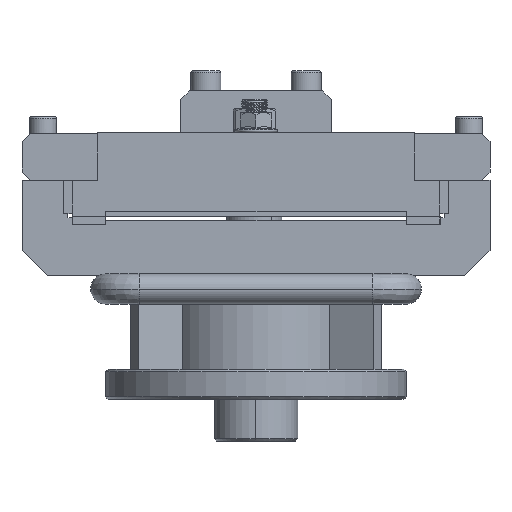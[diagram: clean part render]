
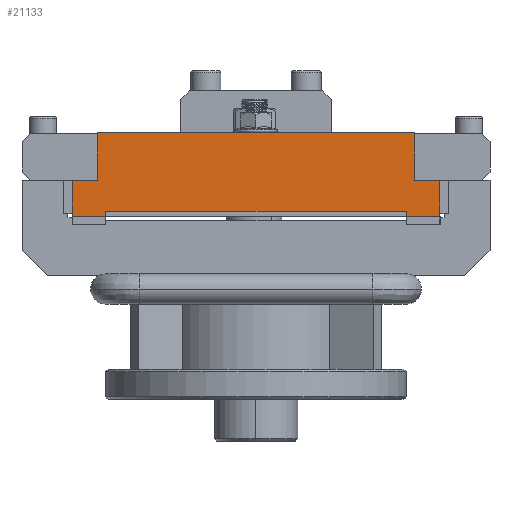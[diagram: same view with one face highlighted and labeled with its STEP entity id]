
A CAD part, front view. The second image highlights one B-rep face of the part: STEP entity #21133.
In plain terms, the highlighted free-form (B-spline) face has degree [1, 1] with [2, 2] control points.
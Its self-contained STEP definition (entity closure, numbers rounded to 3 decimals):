
#20374 = VERTEX_POINT('',#20375);
#20375 = CARTESIAN_POINT('',(-163.869,-261.71,
    94.519));
#20380 = EDGE_CURVE('',#20374,#20381,#20383,.T.);
#20381 = VERTEX_POINT('',#20382);
#20382 = CARTESIAN_POINT('',(66.256,-261.71,
    94.519));
#20383 = B_SPLINE_CURVE_WITH_KNOTS('',1,(#20384,#20385),.UNSPECIFIED.,
  .F.,.F.,(2,2),(-190.,-0.),.PIECEWISE_BEZIER_KNOTS.);
#20384 = CARTESIAN_POINT('',(-163.869,-261.71,
    94.519));
#20385 = CARTESIAN_POINT('',(66.256,-261.71,
    94.519));
#20644 = EDGE_CURVE('',#20645,#20647,#20649,.T.);
#20645 = VERTEX_POINT('',#20646);
#20646 = CARTESIAN_POINT('',(84.424,-261.71,
    33.96));
#20647 = VERTEX_POINT('',#20648);
#20648 = CARTESIAN_POINT('',(60.2,-261.71,
    33.96));
#20649 = B_SPLINE_CURVE_WITH_KNOTS('',1,(#20650,#20651),.UNSPECIFIED.,
  .F.,.F.,(2,2),(-20.,0.),.PIECEWISE_BEZIER_KNOTS.);
#20650 = CARTESIAN_POINT('',(84.424,-261.71,
    33.96));
#20651 = CARTESIAN_POINT('',(60.2,-261.71,
    33.96));
#20680 = EDGE_CURVE('',#20647,#20681,#20683,.T.);
#20681 = VERTEX_POINT('',#20682);
#20682 = CARTESIAN_POINT('',(60.2,-261.71,
    37.593));
#20683 = B_SPLINE_CURVE_WITH_KNOTS('',1,(#20684,#20685),.UNSPECIFIED.,
  .F.,.F.,(2,2),(-3.,0.),.PIECEWISE_BEZIER_KNOTS.);
#20684 = CARTESIAN_POINT('',(60.2,-261.71,
    33.96));
#20685 = CARTESIAN_POINT('',(60.2,-261.71,
    37.593));
#20872 = EDGE_CURVE('',#20681,#20873,#20875,.T.);
#20873 = VERTEX_POINT('',#20874);
#20874 = CARTESIAN_POINT('',(-157.813,-261.71,
    37.593));
#20875 = B_SPLINE_CURVE_WITH_KNOTS('',1,(#20876,#20877),.UNSPECIFIED.,
  .F.,.F.,(2,2),(0.,180.),.PIECEWISE_BEZIER_KNOTS.);
#20876 = CARTESIAN_POINT('',(60.2,-261.71,
    37.593));
#20877 = CARTESIAN_POINT('',(-157.813,-261.71,
    37.593));
#20900 = EDGE_CURVE('',#20873,#20901,#20903,.T.);
#20901 = VERTEX_POINT('',#20902);
#20902 = CARTESIAN_POINT('',(-157.813,-261.71,
    33.96));
#20903 = B_SPLINE_CURVE_WITH_KNOTS('',1,(#20904,#20905),.UNSPECIFIED.,
  .F.,.F.,(2,2),(0.,3.),.PIECEWISE_BEZIER_KNOTS.);
#20904 = CARTESIAN_POINT('',(-157.813,-261.71,
    37.593));
#20905 = CARTESIAN_POINT('',(-157.813,-261.71,
    33.96));
#20928 = EDGE_CURVE('',#20901,#20929,#20931,.T.);
#20929 = VERTEX_POINT('',#20930);
#20930 = CARTESIAN_POINT('',(-182.037,-261.71,
    33.96));
#20931 = B_SPLINE_CURVE_WITH_KNOTS('',1,(#20932,#20933),.UNSPECIFIED.,
  .F.,.F.,(2,2),(0.,20.),.PIECEWISE_BEZIER_KNOTS.);
#20932 = CARTESIAN_POINT('',(-157.813,-261.71,
    33.96));
#20933 = CARTESIAN_POINT('',(-182.037,-261.71,
    33.96));
#20956 = EDGE_CURVE('',#20929,#20957,#20959,.T.);
#20957 = VERTEX_POINT('',#20958);
#20958 = CARTESIAN_POINT('',(-182.037,-261.71,
    60.));
#20959 = B_SPLINE_CURVE_WITH_KNOTS('',1,(#20960,#20961),.UNSPECIFIED.,
  .F.,.F.,(2,2),(-21.5,0.),.PIECEWISE_BEZIER_KNOTS.);
#20960 = CARTESIAN_POINT('',(-182.037,-261.71,
    33.96));
#20961 = CARTESIAN_POINT('',(-182.037,-261.71,
    60.));
#20984 = EDGE_CURVE('',#20957,#20985,#20987,.T.);
#20985 = VERTEX_POINT('',#20986);
#20986 = CARTESIAN_POINT('',(-163.869,-261.71,
    60.));
#20987 = B_SPLINE_CURVE_WITH_KNOTS('',1,(#20988,#20989),.UNSPECIFIED.,
  .F.,.F.,(2,2),(0.,15.),.PIECEWISE_BEZIER_KNOTS.);
#20988 = CARTESIAN_POINT('',(-182.037,-261.71,
    60.));
#20989 = CARTESIAN_POINT('',(-163.869,-261.71,
    60.));
#21012 = EDGE_CURVE('',#20985,#20374,#21013,.T.);
#21013 = B_SPLINE_CURVE_WITH_KNOTS('',1,(#21014,#21015),.UNSPECIFIED.,
  .F.,.F.,(2,2),(0.,28.5),.PIECEWISE_BEZIER_KNOTS.);
#21014 = CARTESIAN_POINT('',(-163.869,-261.71,
    60.));
#21015 = CARTESIAN_POINT('',(-163.869,-261.71,
    94.519));
#21032 = EDGE_CURVE('',#20381,#21033,#21035,.T.);
#21033 = VERTEX_POINT('',#21034);
#21034 = CARTESIAN_POINT('',(66.256,-261.71,
    60.));
#21035 = B_SPLINE_CURVE_WITH_KNOTS('',1,(#21036,#21037),.UNSPECIFIED.,
  .F.,.F.,(2,2),(-28.5,0.),.PIECEWISE_BEZIER_KNOTS.);
#21036 = CARTESIAN_POINT('',(66.256,-261.71,
    94.519));
#21037 = CARTESIAN_POINT('',(66.256,-261.71,
    60.));
#21060 = EDGE_CURVE('',#21033,#21061,#21063,.T.);
#21061 = VERTEX_POINT('',#21062);
#21062 = CARTESIAN_POINT('',(84.424,-261.71,
    60.));
#21063 = B_SPLINE_CURVE_WITH_KNOTS('',1,(#21064,#21065),.UNSPECIFIED.,
  .F.,.F.,(2,2),(-15.,-0.),.PIECEWISE_BEZIER_KNOTS.);
#21064 = CARTESIAN_POINT('',(66.256,-261.71,
    60.));
#21065 = CARTESIAN_POINT('',(84.424,-261.71,
    60.));
#21088 = EDGE_CURVE('',#21061,#20645,#21089,.T.);
#21089 = B_SPLINE_CURVE_WITH_KNOTS('',1,(#21090,#21091),.UNSPECIFIED.,
  .F.,.F.,(2,2),(0.,21.5),.PIECEWISE_BEZIER_KNOTS.);
#21090 = CARTESIAN_POINT('',(84.424,-261.71,
    60.));
#21091 = CARTESIAN_POINT('',(84.424,-261.71,
    33.96));
#21133 = ADVANCED_FACE('',(#21134),#21148,.F.);
#21134 = FACE_BOUND('',#21135,.T.);
#21135 = EDGE_LOOP('',(#21136,#21137,#21138,#21139,#21140,#21141,#21142,
    #21143,#21144,#21145,#21146,#21147));
#21136 = ORIENTED_EDGE('',*,*,#20644,.F.);
#21137 = ORIENTED_EDGE('',*,*,#21088,.F.);
#21138 = ORIENTED_EDGE('',*,*,#21060,.F.);
#21139 = ORIENTED_EDGE('',*,*,#21032,.F.);
#21140 = ORIENTED_EDGE('',*,*,#20380,.F.);
#21141 = ORIENTED_EDGE('',*,*,#21012,.F.);
#21142 = ORIENTED_EDGE('',*,*,#20984,.F.);
#21143 = ORIENTED_EDGE('',*,*,#20956,.F.);
#21144 = ORIENTED_EDGE('',*,*,#20928,.F.);
#21145 = ORIENTED_EDGE('',*,*,#20900,.F.);
#21146 = ORIENTED_EDGE('',*,*,#20872,.F.);
#21147 = ORIENTED_EDGE('',*,*,#20680,.F.);
#21148 = B_SPLINE_SURFACE_WITH_KNOTS('',1,1,(
    (#21149,#21150)
    ,(#21151,#21152
  )),.UNSPECIFIED.,.F.,.F.,.F.,(2,2),(2,2),(-110.,110.),(
    0.,50.),.PIECEWISE_BEZIER_KNOTS.);
#21149 = CARTESIAN_POINT('',(84.424,-261.71,
    33.96));
#21150 = CARTESIAN_POINT('',(84.424,-261.71,
    94.519));
#21151 = CARTESIAN_POINT('',(-182.037,-261.71,
    33.96));
#21152 = CARTESIAN_POINT('',(-182.037,-261.71,
    94.519));
